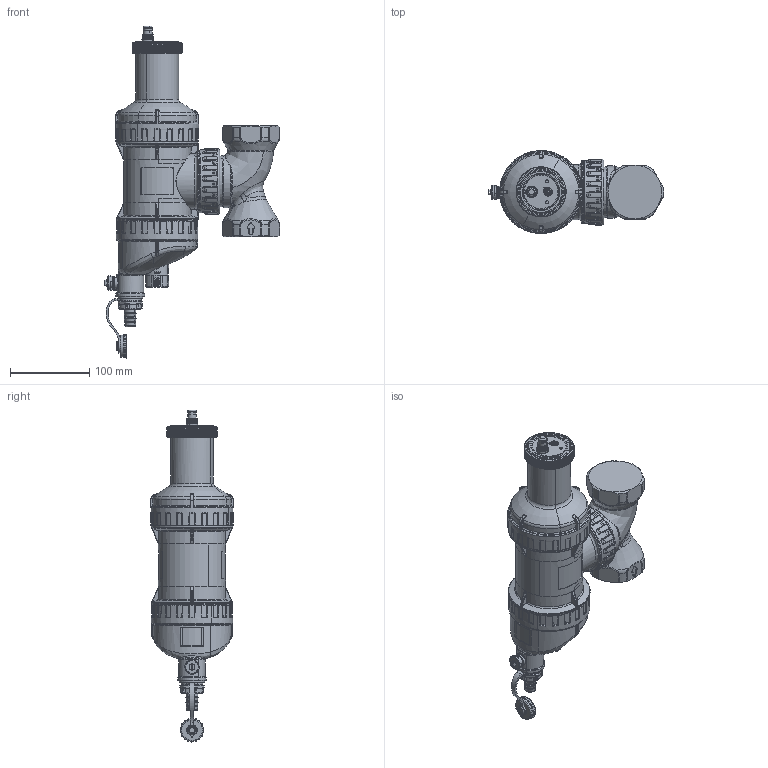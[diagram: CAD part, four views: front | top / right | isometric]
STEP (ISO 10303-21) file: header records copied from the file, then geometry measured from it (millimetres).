
FILE_DESCRIPTION(('CATIA V5 STEP Exchange','CAx-IF Rec.Pracs.--- Model Styling and Organization---1.5--- 2016-08-15','CAx-IF Rec.Pracs.---Supplemental Geometry---1.0---2011-11-01','CAx-IF Rec.Pracs.--- Composite Materials ---3.4---2017-06-13','CAx-IF Rec.Pracs.---Tessellated 3D Geometry---1.0---2015-12-17'),'2;1');
FILE_NAME('STEP_546409_-_TST.stp','2025-09-05T11:47:14+00:00',('none'),('none'),'CATIA Version 5-6 Release 2020 SP5','CATIA V5 STEP AP242 v2','none');
FILE_SCHEMA(('AP242_MANAGED_MODEL_BASED_3D_ENGINEERING_MIM_LF {1 0 10303 442 1 1 4}'));
Products named in the file (1): 546409 - TST
Bounding box: 221.81 x 105.06 x 420 mm (x, y, z)
Volume: 2278523.3 mm3; surface area: 155920.7 mm2
Topology: 1 solids, 1 shells, 4572 faces, 11220 edges, 6327 vertices
Faces by surface type: bspline 1771, cylinder 1024, torus 659, plane 658, cone 242, sphere 217, revolution 1
Entity records: 223465 total; most frequent: CARTESIAN_POINT 136044, ORIENTED_EDGE 21718, EDGE_CURVE 10859, DIRECTION 8843, VERTEX_POINT 6327, B_SPLINE_CURVE_WITH_KNOTS 6327, AXIS2_PLACEMENT_3D 4782, EDGE_LOOP 4614
